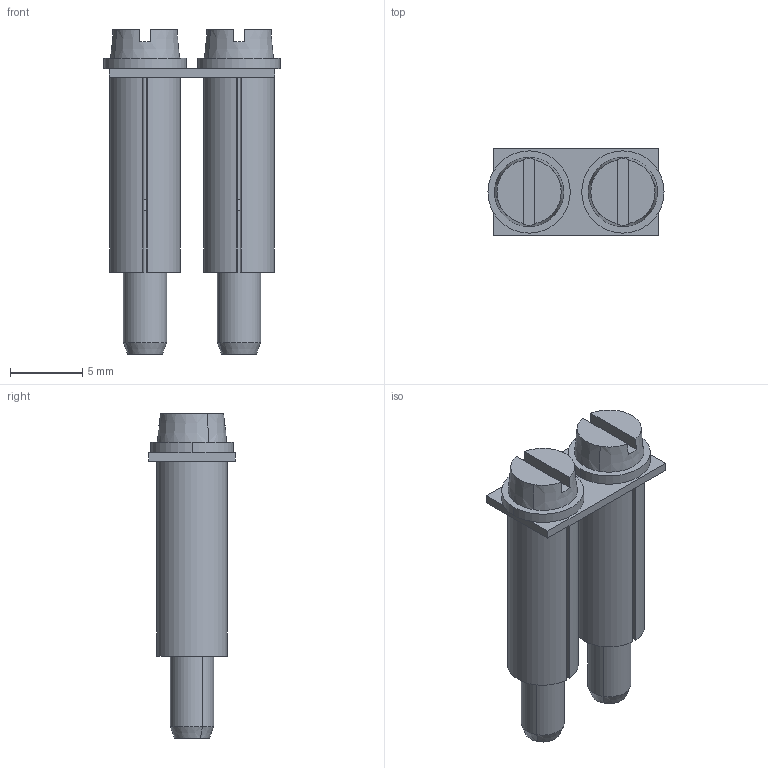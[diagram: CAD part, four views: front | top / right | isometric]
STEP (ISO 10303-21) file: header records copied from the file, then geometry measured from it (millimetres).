
FILE_DESCRIPTION(('CATIA V5 STEP Exchange','CAx-IF Rec.Pracs.--- Model Styling and Organization---1.4--- 2014-01-23'),'2;1');
FILE_NAME ('001807-2_1_0336700000_0336700000.stp','2021-12-06T09:11:01+00:00',('none'),('Weidmueller'),'CATIA Version 5-6 Release 2016 SP3 HF44','CATIA V5 STEP AP214','none');
FILE_SCHEMA(('AUTOMOTIVE_DESIGN { 1 0 10303 214 1 1 1 1 }'));
Length unit declared in the file: millimetre
Products named in the file (1): 0336700000
Bounding box: 12.2 x 6 x 22.5 mm (x, y, z)
Volume: 648.3 mm3; surface area: 1517.6 mm2
Topology: 7 solids, 7 shells, 72 faces, 156 edges, 100 vertices
Faces by surface type: plane 36, cylinder 24, cone 12
Entity records: 1854 total; most frequent: CARTESIAN_POINT 335, ORIENTED_EDGE 312, DIRECTION 256, EDGE_CURVE 156, AXIS2_PLACEMENT_3D 123, VERTEX_POINT 100, EDGE_LOOP 82, VECTOR 80
